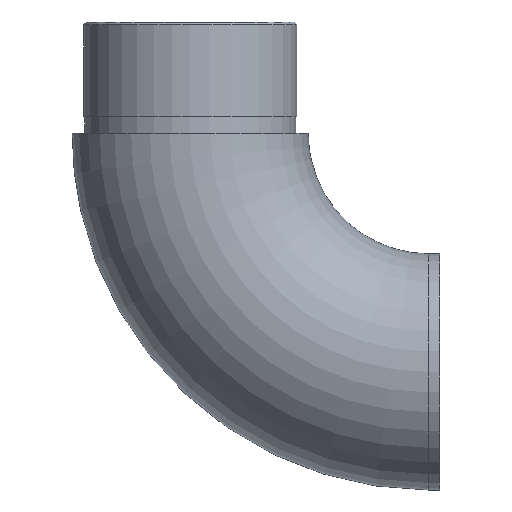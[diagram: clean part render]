
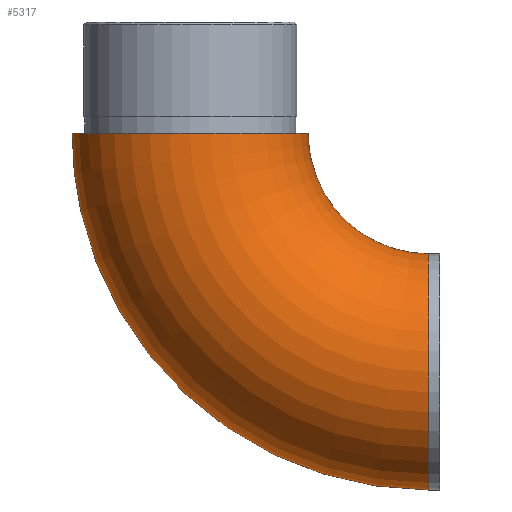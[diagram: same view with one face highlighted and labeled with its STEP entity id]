
A CAD part, left-side view. The second image highlights one B-rep face of the part: STEP entity #5317.
In plain terms, the highlighted toroidal (fillet/blend) face has major radius 42.8 mm and minor radius 21.2 mm.
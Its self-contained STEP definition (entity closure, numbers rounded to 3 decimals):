
#707 = CARTESIAN_POINT ( 'NONE',  ( 0., 23.6, 42.8 ) ) ;
#747 = TOROIDAL_SURFACE ( 'NONE', #9333, 42.8, 21.2 ) ;
#1203 = CARTESIAN_POINT ( 'NONE',  ( 0., 2., 0. ) ) ;
#2153 = VERTEX_POINT ( 'NONE', #707 ) ;
#2390 = DIRECTION ( 'NONE',  ( 1., 0., 0. ) ) ;
#2499 = ORIENTED_EDGE ( 'NONE', *, *, #7024, .F. ) ;
#3287 = EDGE_CURVE ( 'NONE', #5999, #5999, #12176, .T. ) ;
#3393 = DIRECTION ( 'NONE',  ( 0., 0., -1. ) ) ;
#3886 = FACE_OUTER_BOUND ( 'NONE', #7235, .T. ) ;
#3941 = AXIS2_PLACEMENT_3D ( 'NONE', #4990, #5974, #8845 ) ;
#4094 = DIRECTION ( 'NONE',  ( 0., 0., 1. ) ) ;
#4545 = CARTESIAN_POINT ( 'NONE',  ( 0., 2., 21.2 ) ) ;
#4990 = CARTESIAN_POINT ( 'NONE',  ( 0., 44.8, 42.8 ) ) ;
#5317 = ADVANCED_FACE ( 'NONE', ( #3886, #11434 ), #747, .T. ) ;
#5974 = DIRECTION ( 'NONE',  ( 0., 0., 1. ) ) ;
#5999 = VERTEX_POINT ( 'NONE', #4545 ) ;
#7024 = EDGE_CURVE ( 'NONE', #2153, #2153, #9787, .T. ) ;
#7235 = EDGE_LOOP ( 'NONE', ( #9464 ) ) ;
#8118 = CARTESIAN_POINT ( 'NONE',  ( 0., 2., 42.8 ) ) ;
#8845 = DIRECTION ( 'NONE',  ( 0., -1., 0. ) ) ;
#8894 = DIRECTION ( 'NONE',  ( 0., 1., 0. ) ) ;
#9333 = AXIS2_PLACEMENT_3D ( 'NONE', #8118, #2390, #3393 ) ;
#9464 = ORIENTED_EDGE ( 'NONE', *, *, #3287, .T. ) ;
#9621 = EDGE_LOOP ( 'NONE', ( #2499 ) ) ;
#9787 = CIRCLE ( 'NONE', #3941, 21.2 ) ;
#10006 = AXIS2_PLACEMENT_3D ( 'NONE', #1203, #8894, #4094 ) ;
#11434 = FACE_OUTER_BOUND ( 'NONE', #9621, .T. ) ;
#12176 = CIRCLE ( 'NONE', #10006, 21.2 ) ;
